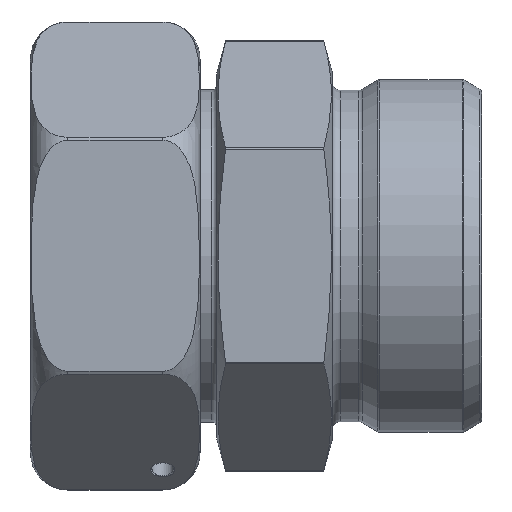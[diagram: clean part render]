
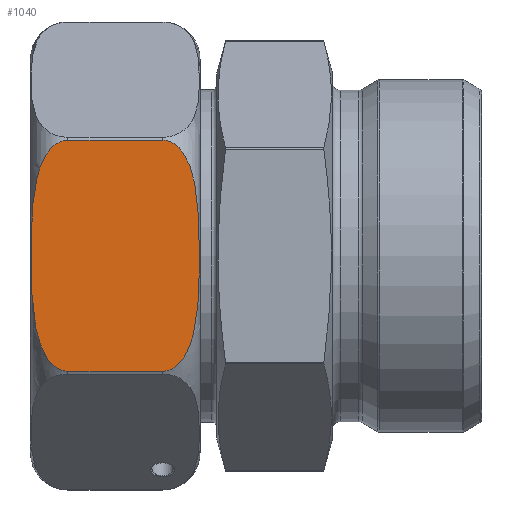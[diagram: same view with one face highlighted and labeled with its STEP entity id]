
A CAD part, top view. The second image highlights one B-rep face of the part: STEP entity #1040.
In plain terms, the highlighted face is planar.
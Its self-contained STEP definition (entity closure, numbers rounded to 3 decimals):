
#803=PLANE('',#5124);
#1040=ADVANCED_FACE('',(#1281),#803,.F.);
#1281=FACE_OUTER_BOUND('',#1596,.T.);
#1596=EDGE_LOOP('',(#2594,#2595,#2596,#2597));
#2000=B_SPLINE_CURVE_WITH_KNOTS('',3,(#7664,#7665,#7666,#7667,#7668,#7669,
#7670,#7671,#7672,#7673,#7674,#7675,#7676,#7677,#7678,#7679,#7680,#7681),
 .UNSPECIFIED.,.F.,.F.,(4,2,2,2,2,2,2,2,4),(0.,0.063,0.125,0.25,0.5,0.75,
0.875,0.938,1.),.UNSPECIFIED.);
#2008=B_SPLINE_CURVE_WITH_KNOTS('',3,(#7856,#7857,#7858,#7859,#7860,#7861,
#7862,#7863,#7864,#7865,#7866,#7867,#7868,#7869,#7870,#7871,#7872,#7873),
 .UNSPECIFIED.,.F.,.F.,(4,2,2,2,2,2,2,2,4),(0.,0.063,0.125,
0.25,0.5,0.75,0.875,0.938,1.),.UNSPECIFIED.);
#2594=ORIENTED_EDGE('',*,*,#4213,.T.);
#2595=ORIENTED_EDGE('',*,*,#4192,.T.);
#2596=ORIENTED_EDGE('',*,*,#4215,.T.);
#2597=ORIENTED_EDGE('',*,*,#4222,.T.);
#3732=VERTEX_POINT('',#7663);
#3733=VERTEX_POINT('',#7682);
#3749=VERTEX_POINT('',#7775);
#3750=VERTEX_POINT('',#7779);
#4192=EDGE_CURVE('',#3733,#3732,#2000,.T.);
#4213=EDGE_CURVE('',#3749,#3733,#4608,.T.);
#4215=EDGE_CURVE('',#3732,#3750,#4609,.T.);
#4222=EDGE_CURVE('',#3750,#3749,#2008,.T.);
#4608=LINE('',#7774,#4802);
#4609=LINE('',#7778,#4803);
#4802=VECTOR('',#5542,1.);
#4803=VECTOR('',#5547,1.);
#5124=AXIS2_PLACEMENT_3D('',#7938,#5593,#5594);
#5542=DIRECTION('',(-1.,0.,0.));
#5547=DIRECTION('',(1.,0.,0.));
#5593=DIRECTION('',(0.,-0.5,-0.866));
#5594=DIRECTION('',(0.,0.866,-0.5));
#7663=CARTESIAN_POINT('',(5.5,0.246,34.499));
#7664=CARTESIAN_POINT('',(5.5,29.754,17.462));
#7665=CARTESIAN_POINT('',(4.682,29.754,17.462));
#7666=CARTESIAN_POINT('',(3.911,29.415,17.658));
#7667=CARTESIAN_POINT('',(2.723,28.474,18.201));
#7668=CARTESIAN_POINT('',(2.27,27.877,18.546));
#7669=CARTESIAN_POINT('',(1.202,26.012,19.623));
#7670=CARTESIAN_POINT('',(0.835,24.635,20.418));
#7671=CARTESIAN_POINT('',(0.11,20.554,22.774));
#7672=CARTESIAN_POINT('',(0.092,17.769,24.382));
#7673=CARTESIAN_POINT('',(0.092,12.245,27.571));
#7674=CARTESIAN_POINT('',(0.105,9.484,29.166));
#7675=CARTESIAN_POINT('',(0.834,5.363,31.545));
#7676=CARTESIAN_POINT('',(1.208,3.976,32.345));
#7677=CARTESIAN_POINT('',(2.27,2.124,33.415));
#7678=CARTESIAN_POINT('',(2.719,1.53,33.758));
#7679=CARTESIAN_POINT('',(3.912,0.584,34.304));
#7680=CARTESIAN_POINT('',(4.68,0.246,34.499));
#7681=CARTESIAN_POINT('',(5.5,0.246,34.499));
#7682=CARTESIAN_POINT('',(5.5,29.754,17.462));
#7774=CARTESIAN_POINT('',(0.,29.754,17.462));
#7775=CARTESIAN_POINT('',(19.5,29.754,17.462));
#7778=CARTESIAN_POINT('',(0.,0.246,34.499));
#7779=CARTESIAN_POINT('',(19.5,0.246,34.499));
#7856=CARTESIAN_POINT('',(19.5,0.246,34.499));
#7857=CARTESIAN_POINT('',(20.318,0.246,34.499));
#7858=CARTESIAN_POINT('',(21.089,0.585,34.304));
#7859=CARTESIAN_POINT('',(22.277,1.526,33.76));
#7860=CARTESIAN_POINT('',(22.73,2.123,33.415));
#7861=CARTESIAN_POINT('',(23.798,3.988,32.339));
#7862=CARTESIAN_POINT('',(24.165,5.365,31.544));
#7863=CARTESIAN_POINT('',(24.89,9.446,29.187));
#7864=CARTESIAN_POINT('',(24.908,12.231,27.58));
#7865=CARTESIAN_POINT('',(24.908,17.755,24.39));
#7866=CARTESIAN_POINT('',(24.895,20.516,22.796));
#7867=CARTESIAN_POINT('',(24.166,24.637,20.417));
#7868=CARTESIAN_POINT('',(23.792,26.024,19.616));
#7869=CARTESIAN_POINT('',(22.73,27.876,18.547));
#7870=CARTESIAN_POINT('',(22.281,28.47,18.204));
#7871=CARTESIAN_POINT('',(21.088,29.416,17.657));
#7872=CARTESIAN_POINT('',(20.32,29.754,17.462));
#7873=CARTESIAN_POINT('',(19.5,29.754,17.462));
#7938=CARTESIAN_POINT('',(25.,30.,17.321));
